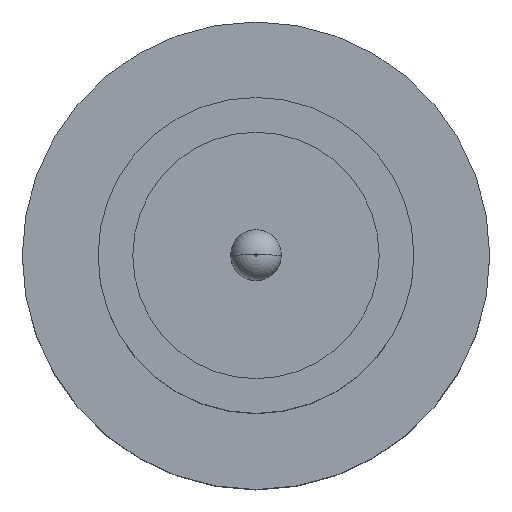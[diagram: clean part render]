
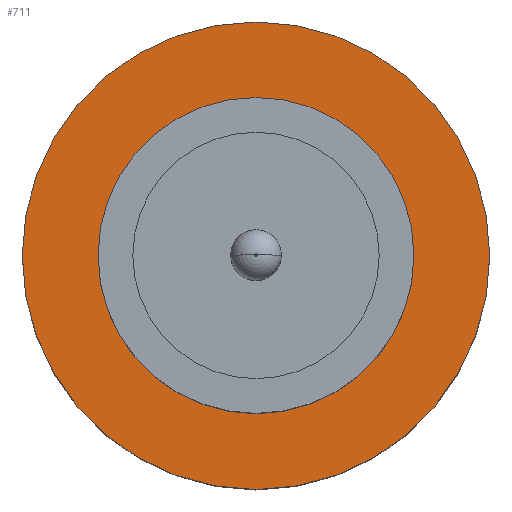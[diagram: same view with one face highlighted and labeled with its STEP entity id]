
A CAD part, top view. The second image highlights one B-rep face of the part: STEP entity #711.
In plain terms, the highlighted planar face has unit normal (0, 0, 1).
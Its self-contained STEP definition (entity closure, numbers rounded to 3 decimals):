
#6 = FACE_OUTER_BOUND ( 'NONE', #97, .T. ) ;
#22 = DIRECTION ( 'NONE',  ( 0., 0., 1. ) ) ;
#64 = PLANE ( 'NONE',  #791 ) ;
#69 = DIRECTION ( 'NONE',  ( 0., 0., 1. ) ) ;
#97 = EDGE_LOOP ( 'NONE', ( #518, #648 ) ) ;
#100 = AXIS2_PLACEMENT_3D ( 'NONE', #891, #319, #526 ) ;
#132 = CIRCLE ( 'NONE', #403, 1.25 ) ;
#177 = AXIS2_PLACEMENT_3D ( 'NONE', #637, #22, #241 ) ;
#193 = FACE_BOUND ( 'NONE', #421, .T. ) ;
#216 = CARTESIAN_POINT ( 'NONE',  ( 1.25, 0., 1.55 ) ) ;
#241 = DIRECTION ( 'NONE',  ( 1., 0., 0. ) ) ;
#264 = VERTEX_POINT ( 'NONE', #724 ) ;
#271 = CARTESIAN_POINT ( 'NONE',  ( 0., 0., 1.55 ) ) ;
#272 = CARTESIAN_POINT ( 'NONE',  ( -1.85, 0., 1.55 ) ) ;
#283 = VERTEX_POINT ( 'NONE', #582 ) ;
#319 = DIRECTION ( 'NONE',  ( 0., 0., 1. ) ) ;
#340 = DIRECTION ( 'NONE',  ( 1., 0., 0. ) ) ;
#347 = DIRECTION ( 'NONE',  ( 1., 0., 0. ) ) ;
#360 = EDGE_CURVE ( 'NONE', #264, #507, #785, .T. ) ;
#403 = AXIS2_PLACEMENT_3D ( 'NONE', #271, #69, #340 ) ;
#408 = CIRCLE ( 'NONE', #177, 1.85 ) ;
#421 = EDGE_LOOP ( 'NONE', ( #869, #516 ) ) ;
#462 = AXIS2_PLACEMENT_3D ( 'NONE', #623, #618, #686 ) ;
#470 = EDGE_CURVE ( 'NONE', #283, #520, #492, .T. ) ;
#492 = CIRCLE ( 'NONE', #462, 1.25 ) ;
#507 = VERTEX_POINT ( 'NONE', #272 ) ;
#516 = ORIENTED_EDGE ( 'NONE', *, *, #470, .F. ) ;
#518 = ORIENTED_EDGE ( 'NONE', *, *, #725, .T. ) ;
#520 = VERTEX_POINT ( 'NONE', #216 ) ;
#526 = DIRECTION ( 'NONE',  ( 1., 0., 0. ) ) ;
#582 = CARTESIAN_POINT ( 'NONE',  ( -1.25, 0., 1.55 ) ) ;
#618 = DIRECTION ( 'NONE',  ( 0., 0., 1. ) ) ;
#623 = CARTESIAN_POINT ( 'NONE',  ( 0., 0., 1.55 ) ) ;
#627 = CARTESIAN_POINT ( 'NONE',  ( 0., 0., 1.55 ) ) ;
#637 = CARTESIAN_POINT ( 'NONE',  ( 0., 0., 1.55 ) ) ;
#648 = ORIENTED_EDGE ( 'NONE', *, *, #360, .T. ) ;
#686 = DIRECTION ( 'NONE',  ( 1., 0., 0. ) ) ;
#711 = ADVANCED_FACE ( 'NONE', ( #193, #6 ), #64, .T. ) ;
#724 = CARTESIAN_POINT ( 'NONE',  ( 1.85, 0., 1.55 ) ) ;
#725 = EDGE_CURVE ( 'NONE', #507, #264, #408, .T. ) ;
#762 = DIRECTION ( 'NONE',  ( 0., 0., 1. ) ) ;
#785 = CIRCLE ( 'NONE', #100, 1.85 ) ;
#791 = AXIS2_PLACEMENT_3D ( 'NONE', #627, #762, #347 ) ;
#869 = ORIENTED_EDGE ( 'NONE', *, *, #899, .F. ) ;
#891 = CARTESIAN_POINT ( 'NONE',  ( 0., 0., 1.55 ) ) ;
#899 = EDGE_CURVE ( 'NONE', #520, #283, #132, .T. ) ;
